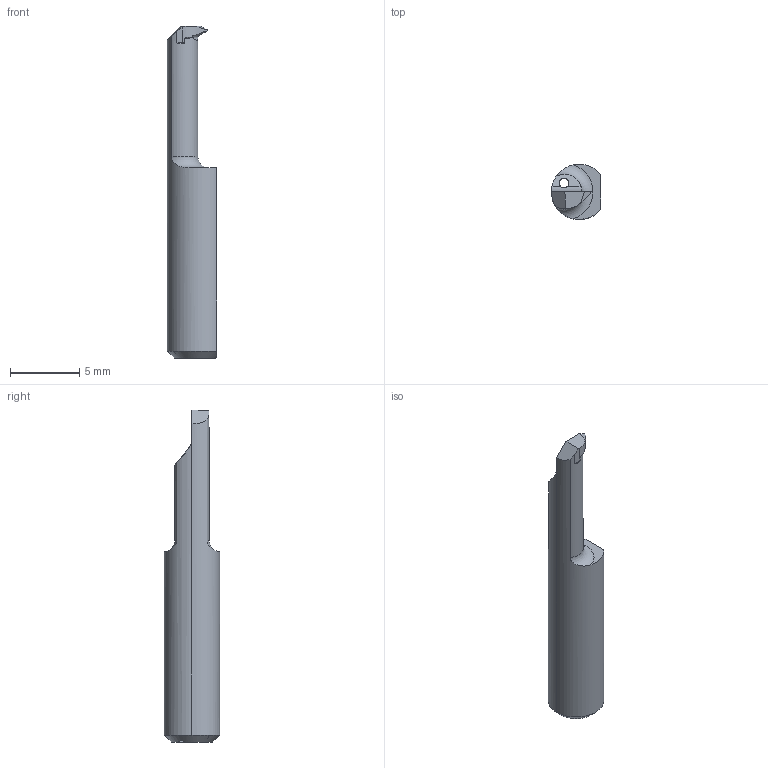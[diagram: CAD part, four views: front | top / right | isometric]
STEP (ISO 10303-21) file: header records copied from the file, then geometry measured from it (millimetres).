
FILE_DESCRIPTION (( 'STEP AP203' ), '1' );
FILE_NAME ('RP04.0307-10.step', '2024-09-10T13:54:35', ( '' ), ( '' ), 'SwSTEP 2.0', 'SolidWorks 2022', '' );
FILE_SCHEMA (( 'CONFIG_CONTROL_DESIGN' ));
Length unit declared in the file: millimetre
Products named in the file (1): RP04.0307-10
Bounding box: 3.55 x 4 x 24 mm (x, y, z)
Volume: 191.9 mm3; surface area: 303.9 mm2
Topology: 1 solids, 1 shells, 28 faces, 81 edges, 53 vertices
Faces by surface type: plane 13, cylinder 9, torus 4, bspline 2
Entity records: 1179 total; most frequent: CARTESIAN_POINT 436, ORIENTED_EDGE 162, DIRECTION 112, EDGE_CURVE 81, VERTEX_POINT 53, AXIS2_PLACEMENT_3D 39, LINE 34, VECTOR 34
